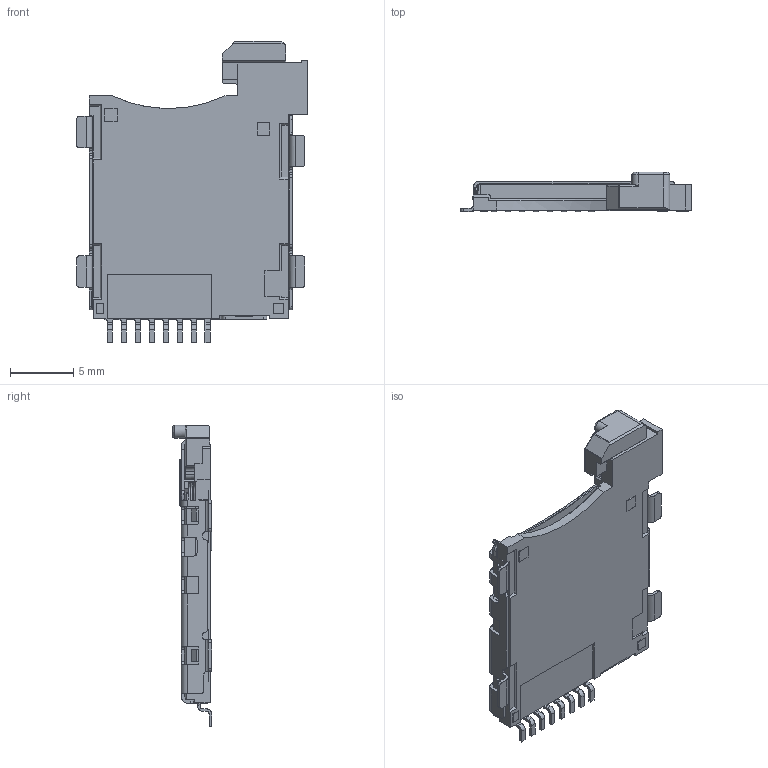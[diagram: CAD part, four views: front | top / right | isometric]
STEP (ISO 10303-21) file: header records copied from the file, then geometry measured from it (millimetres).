
FILE_DESCRIPTION (( 'STEP AP214' ), '1' );
FILE_NAME ('PJS008-4100-0-VE_block.step', '2022-03-11T04:35:14', ( '' ), ( '' ), 'SwSTEP 2.0', 'SolidWorks 2018', '' );
FILE_SCHEMA (( 'AUTOMOTIVE_DESIGN' ));
Length unit declared in the file: millimetre
Products named in the file (2): PJS008-4100-0-VE_block
Bounding box: 18.2 x 3.09 x 23.75 mm (x, y, z)
Volume: 627.5 mm3; surface area: 1024.6 mm2
Topology: 1 solids, 1 shells, 685 faces, 1930 edges, 1240 vertices
Faces by surface type: plane 458, cylinder 194, bspline 24, cone 9
Entity records: 23330 total; most frequent: CARTESIAN_POINT 6501, ORIENTED_EDGE 3854, DIRECTION 2910, EDGE_CURVE 1927, LINE 1412, VECTOR 1412, VERTEX_POINT 1240, AXIS2_PLACEMENT_3D 749
